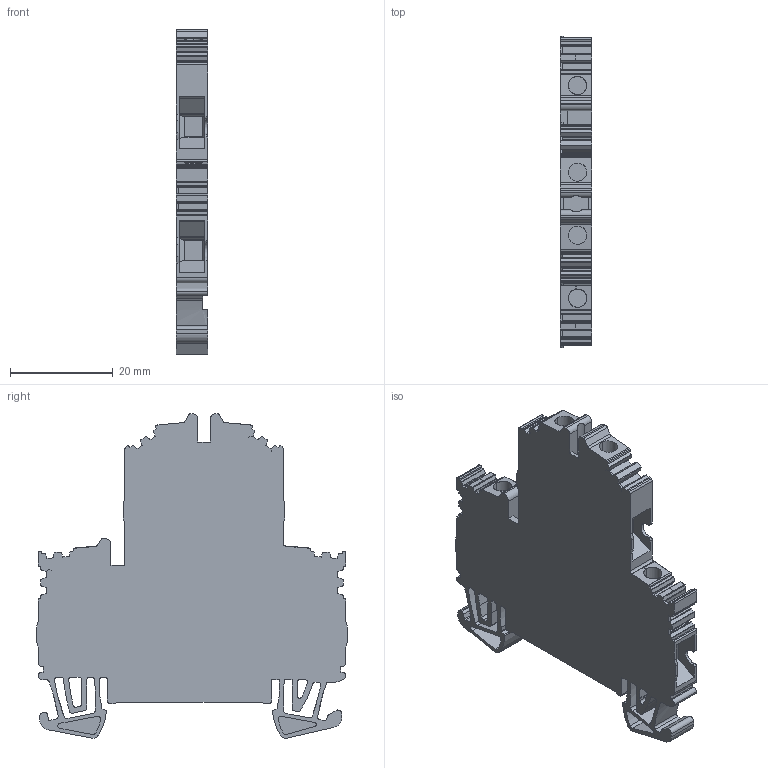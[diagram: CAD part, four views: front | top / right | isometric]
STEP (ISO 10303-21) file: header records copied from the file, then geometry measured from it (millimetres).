
FILE_DESCRIPTION(('CATIA V5 STEP Exchange','CAx-IF Rec.Pracs.--- Model Styling and Organization---1.4--- 2014-01-23'),'2;1');
FILE_NAME ('D1447567_0', '2020-04-23T05:00:30+00:00', ('none'), ('Weidmueller'), 'CATIA Version 5-6 Release 2016 SP3 HF44', 'CATIA V5 STEP AP214', 'none');
FILE_SCHEMA(('AUTOMOTIVE_DESIGN { 1 0 10303 214 1 1 1 1 }'));
Length unit declared in the file: millimetre
Products named in the file (1): 1041950000_WDK_4N_DU-PE
Bounding box: 6.1 x 60.7 x 63.25 mm (x, y, z)
Volume: 13382.4 mm3; surface area: 9316.8 mm2
Topology: 13 solids, 16 shells, 697 faces, 1966 edges, 1307 vertices
Faces by surface type: plane 494, cylinder 199, extrusion 4
Entity records: 22535 total; most frequent: CARTESIAN_POINT 4353, ORIENTED_EDGE 3932, DIRECTION 3048, EDGE_CURVE 1966, VECTOR 1540, LINE 1536, VERTEX_POINT 1307, AXIS2_PLACEMENT_3D 942
